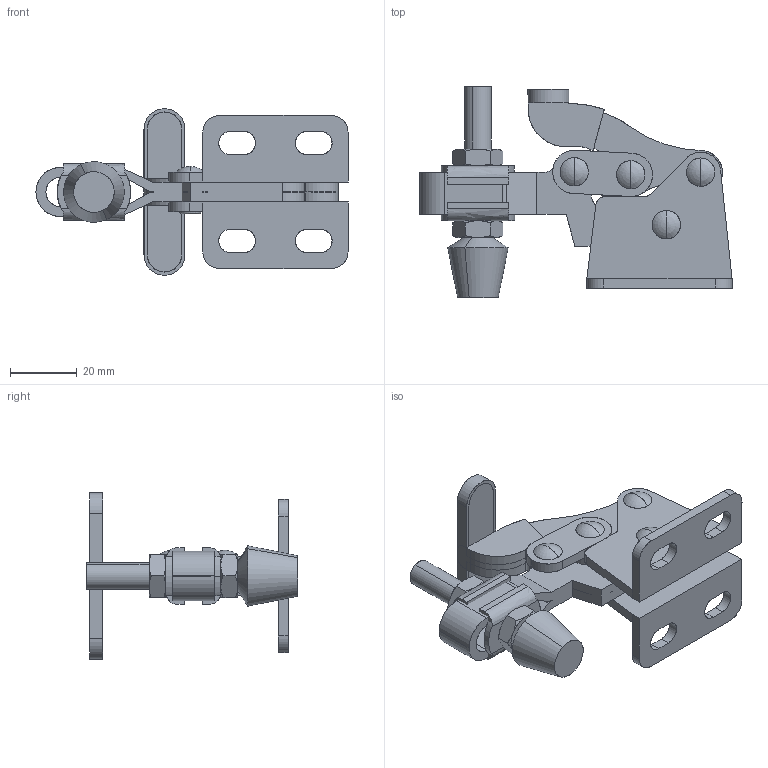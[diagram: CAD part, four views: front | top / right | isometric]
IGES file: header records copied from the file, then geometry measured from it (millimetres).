
Start section: SolidWorks IGES file using analytic representation for surfaces
Global section: file name: EMC13007.IGS,; native system: SolidWorks 2016; preprocessor: SolidWorks 2016; author: LinWei; date: 190109.103133; units: millimetre
Bounding box: 93.7 x 63.5 x 50 mm (x, y, z)
Surface area: 28147.4 mm2 (no closed solid volume)
Topology: 0 solids, 0 shells, 390 faces, 5190 edges, 5186 vertices
Faces by surface type: bspline 219, revolution 171
